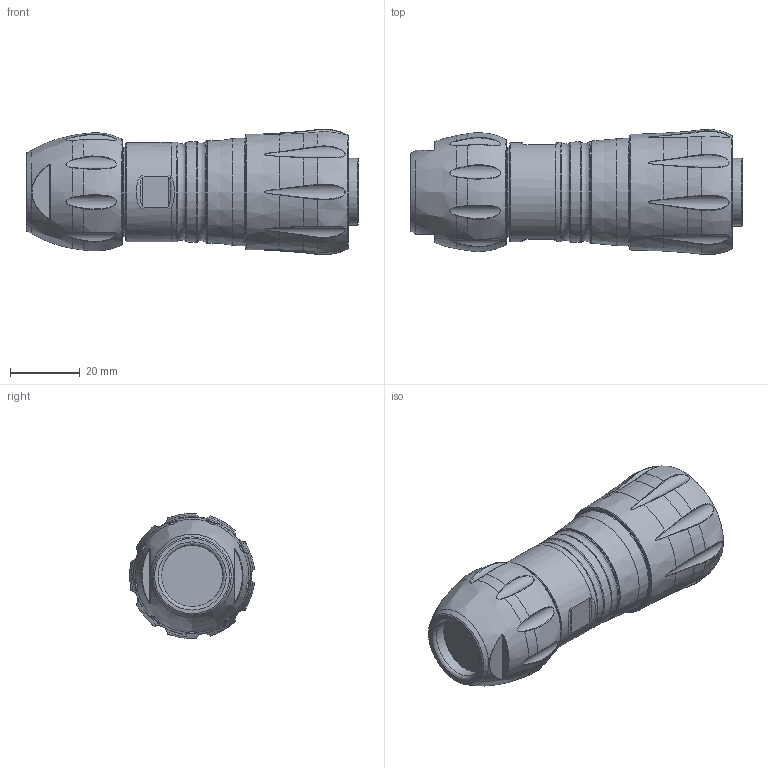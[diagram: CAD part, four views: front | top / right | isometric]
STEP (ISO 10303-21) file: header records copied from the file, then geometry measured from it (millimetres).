
FILE_DESCRIPTION(/* description */ (''),/* implementation_level */ '2;1');
FILE_NAME(/* name */ '99 6494 000 05.stp',/* time_stamp */ '2025-11-21T10:03:25+01:00',/* author */ (''),/* organization */ (''),/* preprocessor_version */ 'ST-DEVELOPER v18.102',/* originating_system */ 'SIEMENS PLM Software NX 2027',/* authorisation */ '');
FILE_SCHEMA (('AUTOMOTIVE_DESIGN { 1 0 10303 214 3 1 1 1 }'));
Length unit declared in the file: millimetre
Products named in the file (1): 00_objects
Bounding box: 94.9 x 35.81 x 35.95 mm (x, y, z)
Volume: 64994.6 mm3; surface area: 14944.7 mm2
Topology: 1 solids, 2 shells, 366 faces, 850 edges, 507 vertices
Faces by surface type: bspline 134, cylinder 90, plane 64, torus 45, cone 33
Full cylindrical faces by diameter (mm): 5.35 x5, 17.5 x1, 19.4 x2, 21.8 x1, 22.3 x1, 25.7 x1, 26.95 x1, 27.7 x1, 28 x1, 28.217 x1, 28.4 x1, 29 x1, 30.8 x1, 31 x1
Entity records: 16250 total; most frequent: CARTESIAN_POINT 9140, ORIENTED_EDGE 1518, DIRECTION 1328, EDGE_CURVE 759, AXIS2_PLACEMENT_3D 590, VERTEX_POINT 476, EDGE_LOOP 447, ADVANCED_FACE 366
